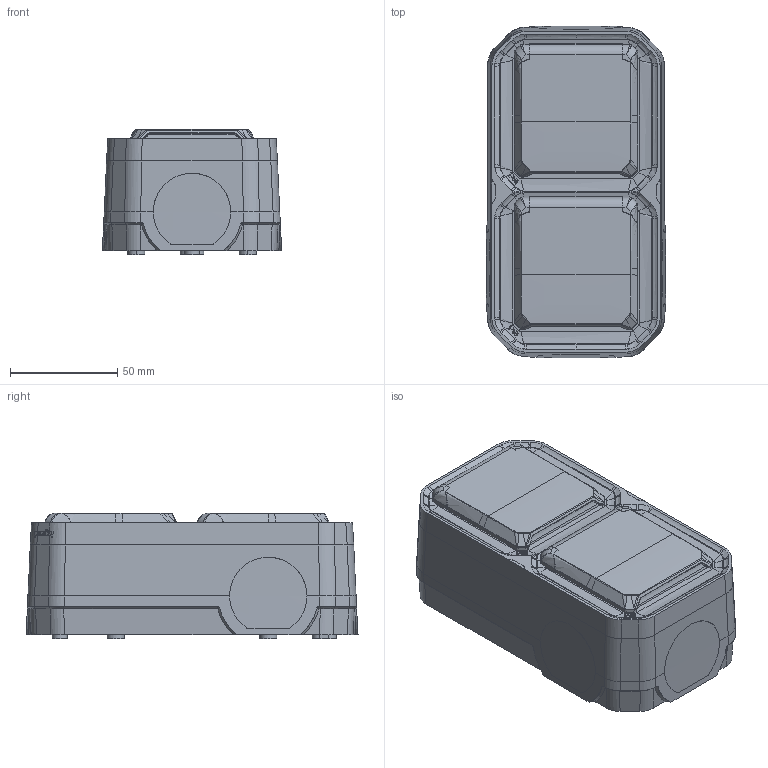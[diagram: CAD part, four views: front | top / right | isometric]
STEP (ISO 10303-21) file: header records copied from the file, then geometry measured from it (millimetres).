
FILE_DESCRIPTION(('CATIA V5 STEP Exchange','CAx-IF Rec.Pracs.--- Model Styling and Organization---1.5--- 2016-08-15','CAx-IF Rec.Pracs.---Supplemental Geometry---1.0---2011-11-01','CAx-IF Rec.Pracs.--- Composite Materials ---1.1---2010-07-15'),'2;1');
FILE_NAME('Volume Prise Saillie 2PV.stp','2021-12-23T13:25:11+00:00',('none'),('none'),'CATIA Version 5-6 Release 2020 SP3','CATIA V5 STEP AP214 v2','none');
FILE_SCHEMA(('AUTOMOTIVE_DESIGN { 1 0 10303 214 1 1 1 1 }'));
Products named in the file (1): Volume Prise Saillie 2PV
Bounding box: 83.45 x 154.45 x 58.55 mm (x, y, z)
Volume: 636530.9 mm3; surface area: 149311.6 mm2
Topology: 8 solids, 8 shells, 941 faces, 2598 edges, 1680 vertices
Faces by surface type: bspline 376, plane 250, extrusion 207, cylinder 108
Entity records: 55439 total; most frequent: CARTESIAN_POINT 36093, ORIENTED_EDGE 5164, EDGE_CURVE 2582, B_SPLINE_CURVE_WITH_KNOTS 1829, DIRECTION 1824, VERTEX_POINT 1680, VECTOR 1024, EDGE_LOOP 966
